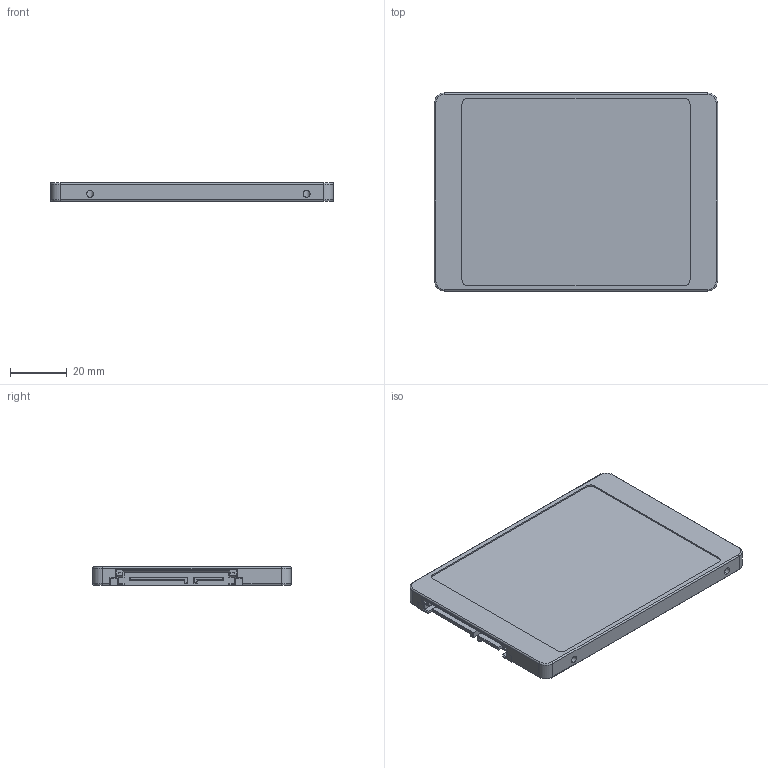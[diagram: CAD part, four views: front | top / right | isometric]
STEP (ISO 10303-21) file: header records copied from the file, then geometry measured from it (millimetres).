
FILE_DESCRIPTION (( 'STEP AP203' ), '1' );
FILE_NAME ('Slim SSD HDD.STEP', '2013-04-21T06:23:24', ( '' ), ( '' ), 'SwSTEP 2.0', 'SolidWorks 2012', '' );
FILE_SCHEMA (( 'CONFIG_CONTROL_DESIGN' ));
Length unit declared in the file: millimetre
Products named in the file (1): Slim SSD HDD
Bounding box: 100 x 70 x 6.65 mm (x, y, z)
Volume: 42759.3 mm3; surface area: 18483.8 mm2
Topology: 24 solids, 24 shells, 269 faces, 602 edges, 386 vertices
Faces by surface type: plane 224, cylinder 37, torus 8
Entity records: 7361 total; most frequent: CARTESIAN_POINT 1306, ORIENTED_EDGE 1204, DIRECTION 1192, EDGE_CURVE 602, LINE 520, VECTOR 520, VERTEX_POINT 386, AXIS2_PLACEMENT_3D 336
